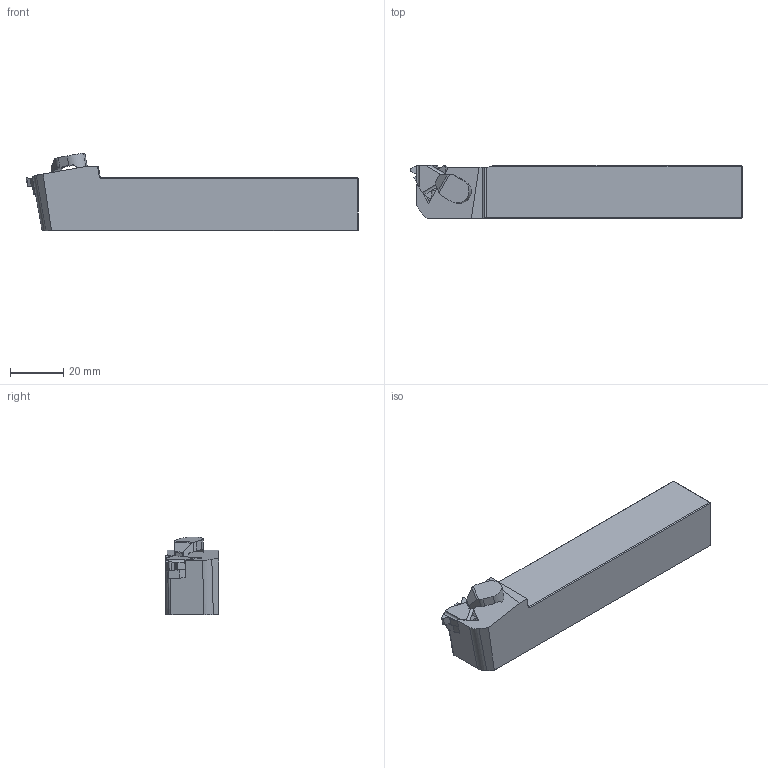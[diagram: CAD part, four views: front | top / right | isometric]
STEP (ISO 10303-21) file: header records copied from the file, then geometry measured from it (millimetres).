
FILE_DESCRIPTION(/* description */ (''),/* implementation_level */ '2;1');
FILE_NAME(/* name */ 'SEL 2020 K16C.stp',/* time_stamp */ '2023-10-19T23:07:36+03:00',/* author */ (''),/* organization */ (''),/* preprocessor_version */ 'ST-DEVELOPER v19.4',/* originating_system */ 'SIEMENS PLM Software NX2306.3001',/* authorisation */ '');
FILE_SCHEMA (('AUTOMOTIVE_DESIGN { 1 0 10303 214 3 1 1 1 }'));
Length unit declared in the file: millimetre
Products named in the file (1): SER 2020 K16C_objects
Bounding box: 125 x 20.04 x 29.35 mm (x, y, z)
Volume: 49227.8 mm3; surface area: 11235.2 mm2
Topology: 2 solids, 2 shells, 104 faces, 280 edges, 181 vertices
Faces by surface type: plane 70, cylinder 33, cone 1
Entity records: 3306 total; most frequent: CARTESIAN_POINT 602, ORIENTED_EDGE 560, DIRECTION 559, EDGE_CURVE 280, LINE 203, VECTOR 203, VERTEX_POINT 181, AXIS2_PLACEMENT_3D 178
